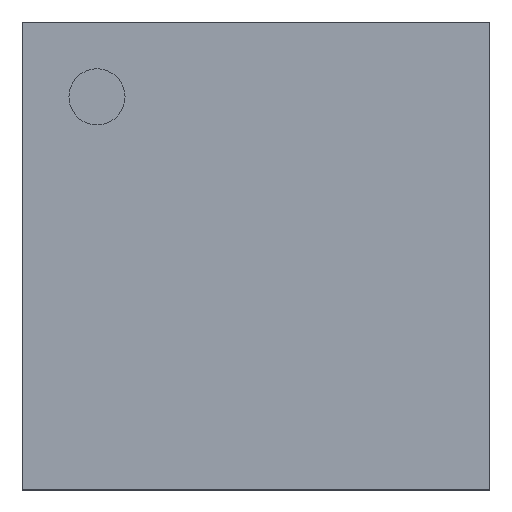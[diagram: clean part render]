
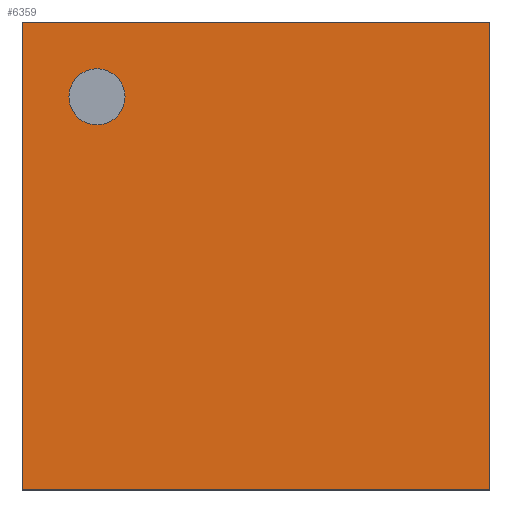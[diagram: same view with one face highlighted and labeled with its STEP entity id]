
A CAD part, top view. The second image highlights one B-rep face of the part: STEP entity #6359.
In plain terms, the highlighted face is planar.
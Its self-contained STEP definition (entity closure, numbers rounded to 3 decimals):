
#76 = VECTOR ( 'NONE', #5317, 1000. ) ;
#132 = VERTEX_POINT ( 'NONE', #5383 ) ;
#456 = DIRECTION ( 'NONE',  ( 1., 0., 0. ) ) ;
#532 = ORIENTED_EDGE ( 'NONE', *, *, #4013, .F. ) ;
#566 = DIRECTION ( 'NONE',  ( 1., 0., 0. ) ) ;
#634 = EDGE_CURVE ( 'NONE', #132, #5541, #3876, .T. ) ;
#907 = DIRECTION ( 'NONE',  ( 0., 1., 0. ) ) ;
#1093 = CARTESIAN_POINT ( 'NONE',  ( -1., 0.75, -0.85 ) ) ;
#1132 = CARTESIAN_POINT ( 'NONE',  ( -1.25, 0.75, 1.25 ) ) ;
#1557 = VECTOR ( 'NONE', #6198, 1000. ) ;
#1821 = AXIS2_PLACEMENT_3D ( 'NONE', #6568, #3202, #456 ) ;
#1870 = VERTEX_POINT ( 'NONE', #1093 ) ;
#1880 = EDGE_CURVE ( 'NONE', #5541, #4643, #7156, .T. ) ;
#1992 = EDGE_LOOP ( 'NONE', ( #1999, #532 ) ) ;
#1999 = ORIENTED_EDGE ( 'NONE', *, *, #5715, .F. ) ;
#2001 = AXIS2_PLACEMENT_3D ( 'NONE', #2627, #907, #4889 ) ;
#2157 = CARTESIAN_POINT ( 'NONE',  ( -1.25, 0.75, -1.25 ) ) ;
#2317 = CARTESIAN_POINT ( 'NONE',  ( -0.7, 0.75, -0.85 ) ) ;
#2627 = CARTESIAN_POINT ( 'NONE',  ( -0.85, 0.75, -0.85 ) ) ;
#3056 = DIRECTION ( 'NONE',  ( 0., 1., 0. ) ) ;
#3103 = ORIENTED_EDGE ( 'NONE', *, *, #4782, .T. ) ;
#3202 = DIRECTION ( 'NONE',  ( 0., 1., 0. ) ) ;
#3217 = CARTESIAN_POINT ( 'NONE',  ( -1.25, 0.75, -1.25 ) ) ;
#3568 = CARTESIAN_POINT ( 'NONE',  ( 1.25, 0.75, 1.25 ) ) ;
#3614 = CIRCLE ( 'NONE', #2001, 0.15 ) ;
#3648 = VECTOR ( 'NONE', #566, 1000. ) ;
#3876 = LINE ( 'NONE', #3568, #76 ) ;
#4013 = EDGE_CURVE ( 'NONE', #1870, #6979, #4185, .T. ) ;
#4084 = LINE ( 'NONE', #3217, #5222 ) ;
#4185 = CIRCLE ( 'NONE', #6383, 0.15 ) ;
#4426 = FACE_BOUND ( 'NONE', #1992, .T. ) ;
#4643 = VERTEX_POINT ( 'NONE', #2157 ) ;
#4680 = EDGE_CURVE ( 'NONE', #4643, #5491, #4084, .T. ) ;
#4782 = EDGE_CURVE ( 'NONE', #5491, #132, #6559, .T. ) ;
#4813 = ORIENTED_EDGE ( 'NONE', *, *, #1880, .T. ) ;
#4889 = DIRECTION ( 'NONE',  ( 1., 0., 0. ) ) ;
#4944 = ORIENTED_EDGE ( 'NONE', *, *, #634, .T. ) ;
#5086 = CARTESIAN_POINT ( 'NONE',  ( 1.25, 0.75, -1.25 ) ) ;
#5222 = VECTOR ( 'NONE', #7172, 1000. ) ;
#5317 = DIRECTION ( 'NONE',  ( 0., 0., -1. ) ) ;
#5338 = CARTESIAN_POINT ( 'NONE',  ( 1.25, 0.75, -1.25 ) ) ;
#5383 = CARTESIAN_POINT ( 'NONE',  ( 1.25, 0.75, 1.25 ) ) ;
#5491 = VERTEX_POINT ( 'NONE', #6314 ) ;
#5541 = VERTEX_POINT ( 'NONE', #5338 ) ;
#5715 = EDGE_CURVE ( 'NONE', #6979, #1870, #3614, .T. ) ;
#6198 = DIRECTION ( 'NONE',  ( -1., 0., 0. ) ) ;
#6211 = EDGE_LOOP ( 'NONE', ( #3103, #4944, #4813, #6658 ) ) ;
#6314 = CARTESIAN_POINT ( 'NONE',  ( -1.25, 0.75, 1.25 ) ) ;
#6359 = ADVANCED_FACE ( 'NONE', ( #4426, #7052 ), #6587, .T. ) ;
#6383 = AXIS2_PLACEMENT_3D ( 'NONE', #7021, #3056, #7006 ) ;
#6559 = LINE ( 'NONE', #1132, #3648 ) ;
#6568 = CARTESIAN_POINT ( 'NONE',  ( 0., 0.75, 0. ) ) ;
#6587 = PLANE ( 'NONE',  #1821 ) ;
#6658 = ORIENTED_EDGE ( 'NONE', *, *, #4680, .T. ) ;
#6979 = VERTEX_POINT ( 'NONE', #2317 ) ;
#7006 = DIRECTION ( 'NONE',  ( 1., 0., 0. ) ) ;
#7021 = CARTESIAN_POINT ( 'NONE',  ( -0.85, 0.75, -0.85 ) ) ;
#7052 = FACE_OUTER_BOUND ( 'NONE', #6211, .T. ) ;
#7156 = LINE ( 'NONE', #5086, #1557 ) ;
#7172 = DIRECTION ( 'NONE',  ( 0., 0., 1. ) ) ;
